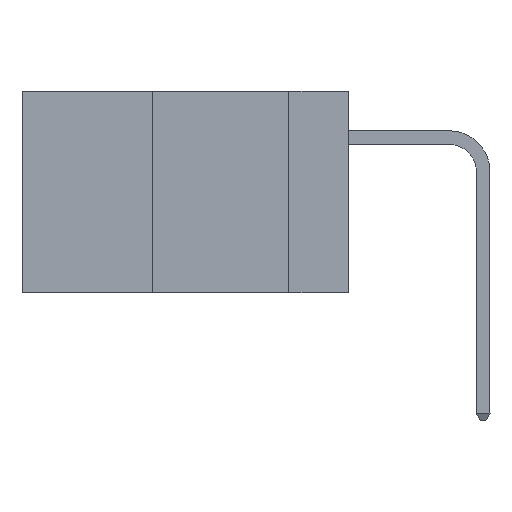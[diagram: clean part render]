
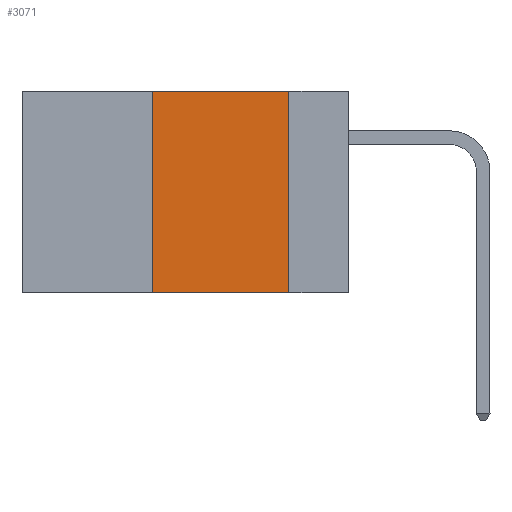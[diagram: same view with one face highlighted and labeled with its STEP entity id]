
A CAD part, left-side view. The second image highlights one B-rep face of the part: STEP entity #3071.
In plain terms, the highlighted planar face has unit normal (-1, 0, 0).
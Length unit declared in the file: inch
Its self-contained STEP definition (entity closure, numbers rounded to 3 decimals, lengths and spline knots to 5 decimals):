
#289 = CARTESIAN_POINT ( 'NONE',  ( 0., 0.11, -0.37 ) ) ;
#1238 = VECTOR ( 'NONE', #8389, 39.37008 ) ;
#1815 = LINE ( 'NONE', #15497, #1238 ) ;
#3071 = ADVANCED_FACE ( 'NONE', ( #17707 ), #14029, .F. ) ;
#3467 = VECTOR ( 'NONE', #17724, 39.37008 ) ;
#5169 = EDGE_CURVE ( 'NONE', #14396, #14043, #12011, .T. ) ;
#5245 = VERTEX_POINT ( 'NONE', #14235 ) ;
#5435 = VERTEX_POINT ( 'NONE', #7405 ) ;
#5567 = DIRECTION ( 'NONE',  ( 0., 0., -1. ) ) ;
#5799 = VECTOR ( 'NONE', #7711, 39.37008 ) ;
#6446 = VECTOR ( 'NONE', #11710, 39.37008 ) ;
#6862 = EDGE_CURVE ( 'NONE', #5245, #14043, #12335, .T. ) ;
#7079 = ORIENTED_EDGE ( 'NONE', *, *, #6862, .F. ) ;
#7405 = CARTESIAN_POINT ( 'NONE',  ( 0., 0.36, 0. ) ) ;
#7711 = DIRECTION ( 'NONE',  ( 0., -1., 0. ) ) ;
#7854 = CARTESIAN_POINT ( 'NONE',  ( 0., 0.11, 0. ) ) ;
#8389 = DIRECTION ( 'NONE',  ( 0., -1., 0. ) ) ;
#8656 = ORIENTED_EDGE ( 'NONE', *, *, #12621, .F. ) ;
#8746 = AXIS2_PLACEMENT_3D ( 'NONE', #13684, #11270, #5567 ) ;
#10664 = EDGE_CURVE ( 'NONE', #14396, #5435, #13444, .T. ) ;
#11270 = DIRECTION ( 'NONE',  ( 1., 0., 0. ) ) ;
#11710 = DIRECTION ( 'NONE',  ( 0., 0., 1. ) ) ;
#12011 = LINE ( 'NONE', #17378, #5799 ) ;
#12079 = CARTESIAN_POINT ( 'NONE',  ( 0., 0.36, 0. ) ) ;
#12335 = LINE ( 'NONE', #7854, #3467 ) ;
#12621 = EDGE_CURVE ( 'NONE', #5435, #5245, #1815, .T. ) ;
#13444 = LINE ( 'NONE', #12079, #6446 ) ;
#13684 = CARTESIAN_POINT ( 'NONE',  ( 0., 0.6, 0. ) ) ;
#14029 = PLANE ( 'NONE',  #8746 ) ;
#14043 = VERTEX_POINT ( 'NONE', #289 ) ;
#14235 = CARTESIAN_POINT ( 'NONE',  ( 0., 0.11, 0. ) ) ;
#14396 = VERTEX_POINT ( 'NONE', #16026 ) ;
#14827 = ORIENTED_EDGE ( 'NONE', *, *, #10664, .F. ) ;
#15497 = CARTESIAN_POINT ( 'NONE',  ( 0., 0.6, 0. ) ) ;
#15755 = EDGE_LOOP ( 'NONE', ( #7079, #8656, #14827, #16261 ) ) ;
#16026 = CARTESIAN_POINT ( 'NONE',  ( 0., 0.36, -0.37 ) ) ;
#16261 = ORIENTED_EDGE ( 'NONE', *, *, #5169, .T. ) ;
#17378 = CARTESIAN_POINT ( 'NONE',  ( 0., 0.6, -0.37 ) ) ;
#17707 = FACE_OUTER_BOUND ( 'NONE', #15755, .T. ) ;
#17724 = DIRECTION ( 'NONE',  ( 0., 0., -1. ) ) ;
